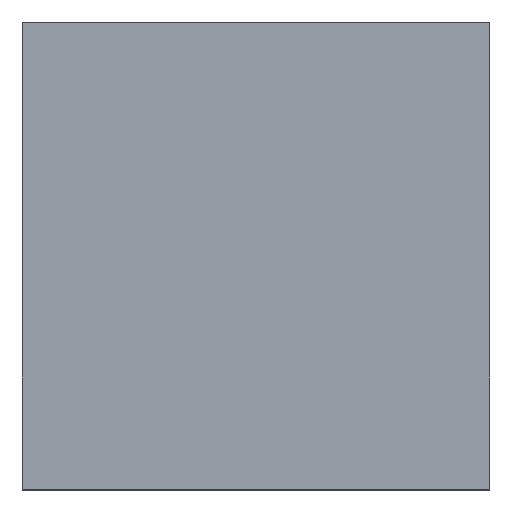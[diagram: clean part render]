
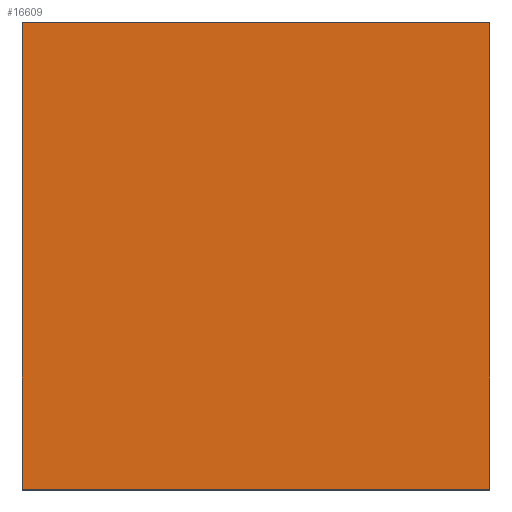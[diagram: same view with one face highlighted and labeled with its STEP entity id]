
A CAD part, top view. The second image highlights one B-rep face of the part: STEP entity #16609.
In plain terms, the highlighted face is planar.
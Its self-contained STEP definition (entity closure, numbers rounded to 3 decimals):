
#16258=DIRECTION('',(1.,0.,0.));
#16259=VECTOR('',#16258,99.8);
#16260=CARTESIAN_POINT('',(-49.9,1.7,50.));
#16261=LINE('',#16260,#16259);
#16266=DIRECTION('',(1.,0.,0.));
#16267=VECTOR('',#16266,99.8);
#16268=CARTESIAN_POINT('',(-49.9,1.7,-50.));
#16269=LINE('',#16268,#16267);
#16270=DIRECTION('',(0.,0.,1.));
#16271=VECTOR('',#16270,100.);
#16272=CARTESIAN_POINT('',(49.9,1.7,-50.));
#16273=LINE('',#16272,#16271);
#16278=DIRECTION('',(0.,0.,1.));
#16279=VECTOR('',#16278,100.);
#16280=CARTESIAN_POINT('',(-49.9,1.7,-50.));
#16281=LINE('',#16280,#16279);
#16442=CARTESIAN_POINT('',(49.9,1.7,-50.));
#16443=CARTESIAN_POINT('',(49.9,1.7,50.));
#16444=VERTEX_POINT('',#16442);
#16445=VERTEX_POINT('',#16443);
#16446=CARTESIAN_POINT('',(-49.9,1.7,-50.));
#16447=CARTESIAN_POINT('',(-49.9,1.7,50.));
#16448=VERTEX_POINT('',#16446);
#16449=VERTEX_POINT('',#16447);
#16597=CARTESIAN_POINT('',(-48.1,1.7,-50.));
#16598=DIRECTION('',(0.,1.,0.));
#16599=DIRECTION('',(-1.,0.,0.));
#16600=AXIS2_PLACEMENT_3D('',#16597,#16598,#16599);
#16601=PLANE('',#16600);
#16602=ORIENTED_EDGE('',*,*,#16579,.F.);
#16604=ORIENTED_EDGE('',*,*,#16603,.F.);
#16605=ORIENTED_EDGE('',*,*,#16483,.T.);
#16606=ORIENTED_EDGE('',*,*,#16592,.T.);
#16607=EDGE_LOOP('',(#16602,#16604,#16605,#16606));
#16608=FACE_OUTER_BOUND('',#16607,.F.);
#16483=EDGE_CURVE('',#16448,#16444,#16269,.T.);
#16579=EDGE_CURVE('',#16449,#16445,#16261,.T.);
#16592=EDGE_CURVE('',#16444,#16445,#16273,.T.);
#16603=EDGE_CURVE('',#16448,#16449,#16281,.T.);
#16609=ADVANCED_FACE('',(#16608),#16601,.T.);
